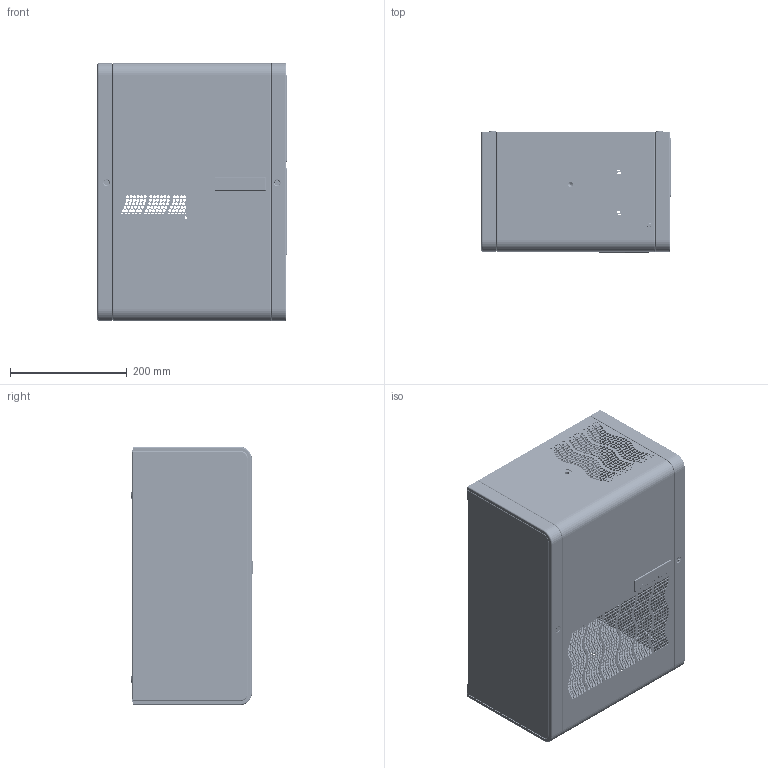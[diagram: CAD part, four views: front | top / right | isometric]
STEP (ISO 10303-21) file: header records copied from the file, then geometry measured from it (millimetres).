
FILE_DESCRIPTION( ( 'Unknown' ), '1' );
FILE_NAME( 'CVE03U12200000.stp', 'Unknown', ( 'Unknown' ), ( 'Unknown' ), 'PSStep 16.0.42', 'Unknown', ' ' );
FILE_SCHEMA( ( 'AUTOMOTIVE_DESIGN { 1 0 10303 214 1 1 1 1 }' ) );
Length unit declared in the file: millimetre
Products named in the file (39): EVE030A1; Piastra resistenza sinistra telaio_EVE030A1; Piastra resistenza destra telaio_EVE030A1; INSERTO M6 ESAGONALE CHIUSO CON BORDO _ 1201400070; RIVETTO_4x9 _ 1201800390; INSERTO PLASTICA VITI 4.2-4,8 _ 12014P0010; CORNICE B_EVE03A10; PERNO FILETTATO A PRESSIONE CP15 0 040.12; CORNICE A_EVE03A10; FRONTALE_EVE03A10; FIANCO_EVE03A10; DADO AUTOBLOCCANTE M4 _ 1201600021; FIANCO_EVE03A10_A; VITE-TBL_M4x08_CON RONDELLA ZIGRINATA _ 1201400005; ETICHETTA ADESIVA 100x150H _ 0501100010; LOGO PVC COSMOTEC INDUSTRIAL COOLING 88x24H _ 0501000041; ETICHETTA ADESIVA 92x92H _ 0501100305; VITE-TSP_AF4,8x16 _ 1201200022
Bounding box: 324.2 x 207.7 x 442.5 mm (x, y, z)
Volume: 750665.8 mm3; surface area: 1662401.6 mm2
Topology: 39 solids, 39 shells, 6653 faces, 18177 edges, 12033 vertices
Faces by surface type: plane 3314, cylinder 1865, extrusion 652, bspline 371, cone 154, sphere 153, torus 144
Full cylindrical faces by diameter (mm): 2 x4, 2.2 x1, 3.242 x6, 3.7 x4, 3.85 x3, 4 x13, 4.5 x9, 4.8 x2, 4.917 x5, 5 x1311, 6 x6, 6.5 x6, 6.8 x6, 8 x7, 8.2 x5, 10 x1, 11.2 x1, 12 x5, 15 x7, 22.5 x1
Entity records: 314177 total; most frequent: CARTESIAN_POINT 100708, ORIENTED_EDGE 31092, DIRECTION 29846, EDGE_CURVE 15546, EDGE_LOOP 11626, VERTEX_POINT 11081, AXIS2_PLACEMENT_3D 10191, VECTOR 9464
